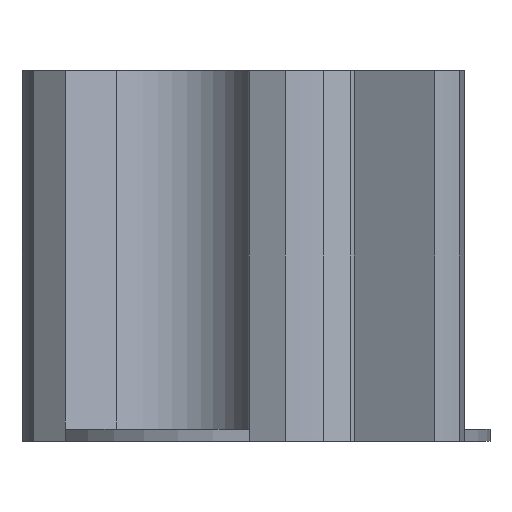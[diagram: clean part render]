
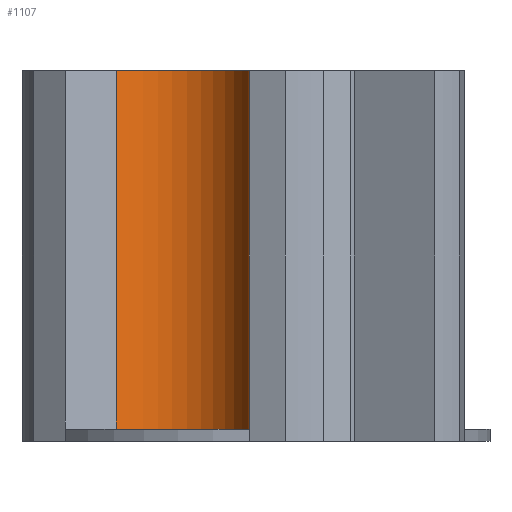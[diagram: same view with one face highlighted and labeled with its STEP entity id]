
A CAD part, front view. The second image highlights one B-rep face of the part: STEP entity #1107.
In plain terms, the highlighted cylindrical face has radius 2.15 mm (diameter 4.3 mm), a partial arc.
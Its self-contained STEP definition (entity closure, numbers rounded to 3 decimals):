
#16=CYLINDRICAL_SURFACE('',#1206,2.15);
#55=FACE_OUTER_BOUND('',#112,.T.);
#112=EDGE_LOOP('',(#906,#907,#908,#909));
#147=CIRCLE('',#1157,2.15);
#165=CIRCLE('',#1193,2.15);
#277=LINE('',#1814,#412);
#278=LINE('',#1815,#413);
#412=VECTOR('',#1455,10.);
#413=VECTOR('',#1456,10.);
#457=VERTEX_POINT('',#1577);
#458=VERTEX_POINT('',#1579);
#535=VERTEX_POINT('',#1773);
#536=VERTEX_POINT('',#1774);
#565=EDGE_CURVE('',#458,#457,#147,.F.);
#664=EDGE_CURVE('',#535,#536,#165,.T.);
#683=EDGE_CURVE('',#458,#536,#277,.T.);
#684=EDGE_CURVE('',#457,#535,#278,.T.);
#906=ORIENTED_EDGE('',*,*,#683,.F.);
#907=ORIENTED_EDGE('',*,*,#565,.T.);
#908=ORIENTED_EDGE('',*,*,#684,.T.);
#909=ORIENTED_EDGE('',*,*,#664,.T.);
#1107=ADVANCED_FACE('',(#55),#16,.F.);
#1157=AXIS2_PLACEMENT_3D('',#1580,#1261,#1262);
#1193=AXIS2_PLACEMENT_3D('',#1775,#1414,#1415);
#1206=AXIS2_PLACEMENT_3D('',#1813,#1453,#1454);
#1261=DIRECTION('center_axis',(0.,0.,-1.));
#1262=DIRECTION('ref_axis',(-0.53,0.848,0.));
#1414=DIRECTION('center_axis',(0.,0.,-1.));
#1415=DIRECTION('ref_axis',(-0.53,0.848,0.));
#1453=DIRECTION('center_axis',(0.,0.,-1.));
#1454=DIRECTION('ref_axis',(-0.53,0.848,0.));
#1455=DIRECTION('',(0.,0.,-1.));
#1456=DIRECTION('',(0.,0.,-1.));
#1577=CARTESIAN_POINT('',(-3.486,-2.242,9.));
#1579=CARTESIAN_POINT('',(-0.199,-4.14,9.));
#1580=CARTESIAN_POINT('Origin',(-2.347,-4.066,9.));
#1773=CARTESIAN_POINT('',(-3.486,-2.242,0.3));
#1774=CARTESIAN_POINT('',(-0.199,-4.14,0.3));
#1775=CARTESIAN_POINT('Origin',(-2.347,-4.066,0.3));
#1813=CARTESIAN_POINT('Origin',(-2.347,-4.066,0.));
#1814=CARTESIAN_POINT('',(-0.199,-4.14,0.5));
#1815=CARTESIAN_POINT('',(-3.486,-2.242,0.5));
